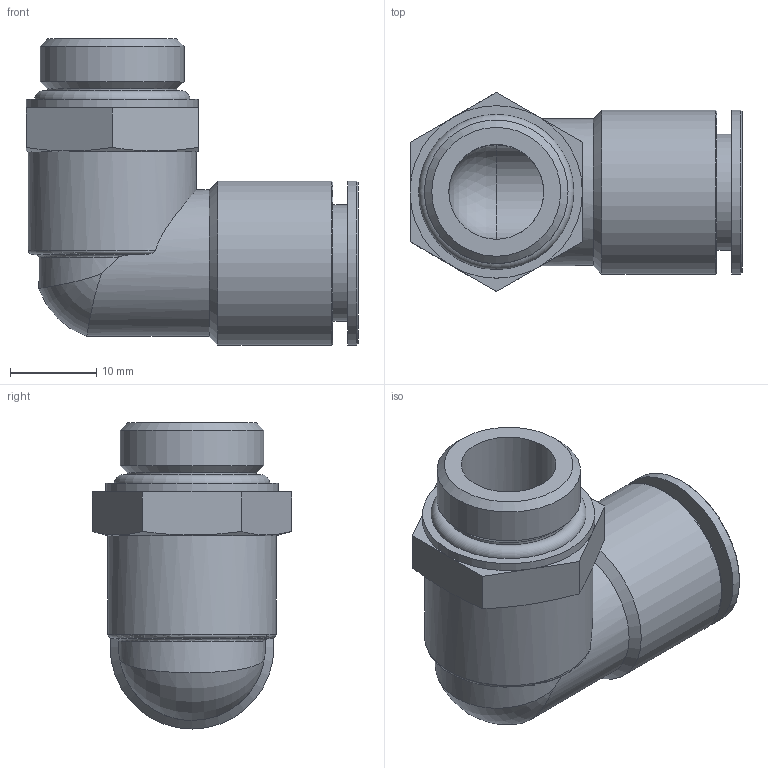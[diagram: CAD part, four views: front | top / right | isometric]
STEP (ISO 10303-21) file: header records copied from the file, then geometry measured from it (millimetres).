
FILE_DESCRIPTION(/* description */ ('STEP AP214'),/* implementation_level */ '2;1');
FILE_NAME(/* name */ '558717_NPQM-L-G38-Q12-P10',/* time_stamp */ '2024-09-13T06:30:22+02:00',/* author */ ('License CC BY-ND 4.0'),/* organization */ ('CADENAS'),/* preprocessor_version */ 'ST-DEVELOPER v19.3',/* originating_system */ 'PARTsolutions',/* authorisation */ ' ');
FILE_SCHEMA (('AUTOMOTIVE_DESIGN {1 0 10303 214 3 1 1}'));
Length unit declared in the file: millimetre
Products named in the file (1): 558717 NPQM-L-G38-Q12-P10
Bounding box: 38.5 x 23.09 x 35.5 mm (x, y, z)
Volume: 8791.6 mm3; surface area: 5809 mm2
Topology: 1 solids, 1 shells, 44 faces, 98 edges, 59 vertices
Faces by surface type: plane 19, cylinder 12, cone 8, torus 4, sphere 1
Full cylindrical faces by diameter (mm): 11 x2, 12 x1, 13.5 x1, 14.95 x1, 16.662 x1, 17 x1, 19 x2, 19.5 x1, 20 x1
Entity records: 1437 total; most frequent: CARTESIAN_POINT 247, DIRECTION 186, ORIENTED_EDGE 142, AXIS2_PLACEMENT_3D 83, EDGE_CURVE 71, EDGE_LOOP 70, FACE_BOUND 70, VERTEX_POINT 53
